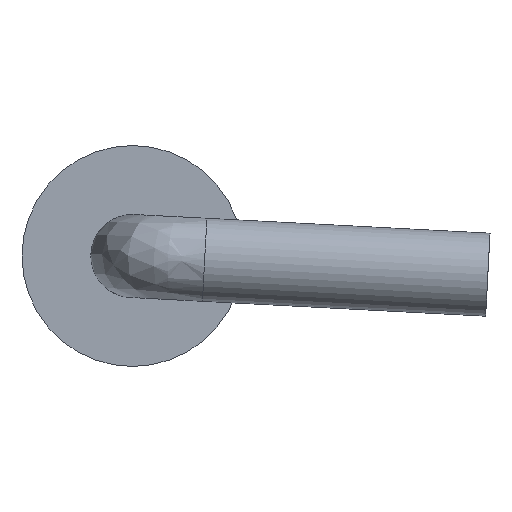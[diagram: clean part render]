
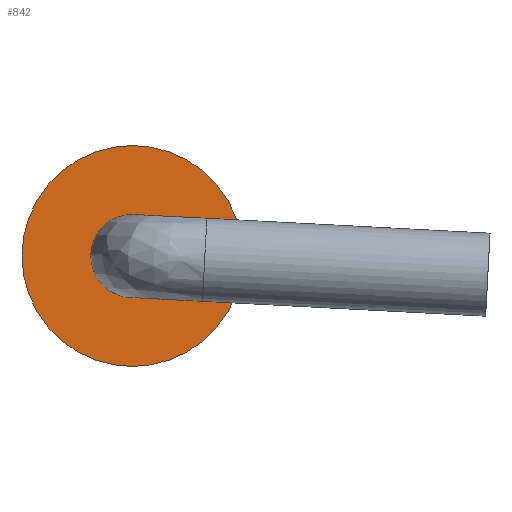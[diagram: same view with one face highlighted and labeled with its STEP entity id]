
A CAD part, left-side view. The second image highlights one B-rep face of the part: STEP entity #842.
In plain terms, the highlighted planar face has unit normal (-1, 0, 0).
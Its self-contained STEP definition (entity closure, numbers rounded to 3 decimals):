
#3 = AXIS2_PLACEMENT_3D ( 'NONE', #1497, #1155, #788 ) ;
#32 = CIRCLE ( 'NONE', #3, 1.35 ) ;
#127 = EDGE_CURVE ( 'NONE', #937, #642, #510, .T. ) ;
#155 = PLANE ( 'NONE',  #1085 ) ;
#166 = DIRECTION ( 'NONE',  ( 0., 1., 0. ) ) ;
#208 = ORIENTED_EDGE ( 'NONE', *, *, #127, .F. ) ;
#260 = DIRECTION ( 'NONE',  ( 0., 1., 0. ) ) ;
#344 = FACE_BOUND ( 'NONE', #909, .T. ) ;
#385 = DIRECTION ( 'NONE',  ( 0., 1., 0. ) ) ;
#397 = CARTESIAN_POINT ( 'NONE',  ( -2.5, 1.35, 0. ) ) ;
#424 = CARTESIAN_POINT ( 'NONE',  ( -2.5, -0.508, 0. ) ) ;
#510 = CIRCLE ( 'NONE', #608, 0.508 ) ;
#511 = CARTESIAN_POINT ( 'NONE',  ( -2.5, 0., 0. ) ) ;
#600 = EDGE_LOOP ( 'NONE', ( #1054, #1406 ) ) ;
#608 = AXIS2_PLACEMENT_3D ( 'NONE', #511, #991, #260 ) ;
#642 = VERTEX_POINT ( 'NONE', #816 ) ;
#644 = DIRECTION ( 'NONE',  ( -1., 0., 0. ) ) ;
#664 = CARTESIAN_POINT ( 'NONE',  ( -2.5, 0., 0. ) ) ;
#763 = CIRCLE ( 'NONE', #780, 0.508 ) ;
#770 = CARTESIAN_POINT ( 'NONE',  ( -2.5, -1.35, 0. ) ) ;
#779 = DIRECTION ( 'NONE',  ( 1., 0., 0. ) ) ;
#780 = AXIS2_PLACEMENT_3D ( 'NONE', #664, #1249, #166 ) ;
#788 = DIRECTION ( 'NONE',  ( 0., -1., 0. ) ) ;
#816 = CARTESIAN_POINT ( 'NONE',  ( -2.5, 0.508, 0. ) ) ;
#842 = ADVANCED_FACE ( 'NONE', ( #344, #858 ), #155, .F. ) ;
#858 = FACE_OUTER_BOUND ( 'NONE', #600, .T. ) ;
#909 = EDGE_LOOP ( 'NONE', ( #1516, #208 ) ) ;
#937 = VERTEX_POINT ( 'NONE', #424 ) ;
#941 = CIRCLE ( 'NONE', #980, 1.35 ) ;
#980 = AXIS2_PLACEMENT_3D ( 'NONE', #1482, #644, #1468 ) ;
#991 = DIRECTION ( 'NONE',  ( -1., 0., 0. ) ) ;
#1049 = CARTESIAN_POINT ( 'NONE',  ( -2.5, 1.35, 0. ) ) ;
#1054 = ORIENTED_EDGE ( 'NONE', *, *, #1197, .T. ) ;
#1085 = AXIS2_PLACEMENT_3D ( 'NONE', #397, #779, #385 ) ;
#1122 = EDGE_CURVE ( 'NONE', #642, #937, #763, .T. ) ;
#1155 = DIRECTION ( 'NONE',  ( -1., 0., 0. ) ) ;
#1197 = EDGE_CURVE ( 'NONE', #1213, #1502, #941, .T. ) ;
#1213 = VERTEX_POINT ( 'NONE', #770 ) ;
#1249 = DIRECTION ( 'NONE',  ( -1., 0., 0. ) ) ;
#1297 = EDGE_CURVE ( 'NONE', #1502, #1213, #32, .T. ) ;
#1406 = ORIENTED_EDGE ( 'NONE', *, *, #1297, .T. ) ;
#1468 = DIRECTION ( 'NONE',  ( 0., -1., 0. ) ) ;
#1482 = CARTESIAN_POINT ( 'NONE',  ( -2.5, 0., 0. ) ) ;
#1497 = CARTESIAN_POINT ( 'NONE',  ( -2.5, 0., 0. ) ) ;
#1502 = VERTEX_POINT ( 'NONE', #1049 ) ;
#1516 = ORIENTED_EDGE ( 'NONE', *, *, #1122, .F. ) ;
